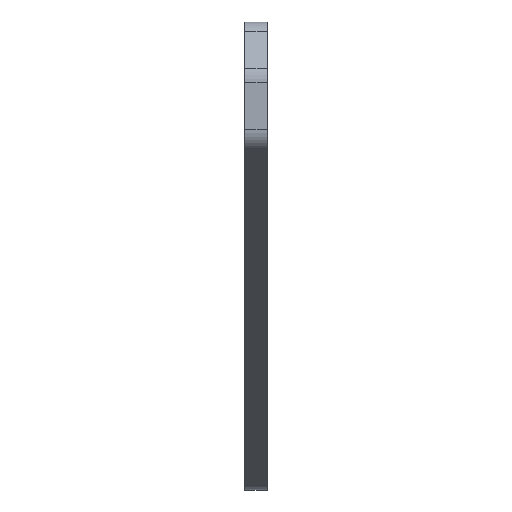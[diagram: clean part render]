
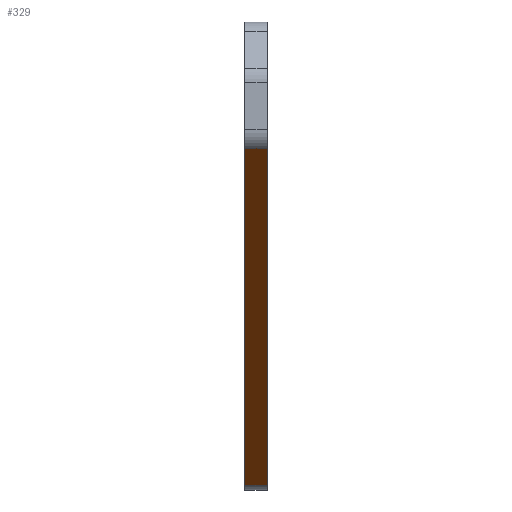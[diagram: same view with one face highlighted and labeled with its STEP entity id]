
A CAD part, left-side view. The second image highlights one B-rep face of the part: STEP entity #329.
In plain terms, the highlighted planar face has unit normal (-0.6, 0, -0.8).
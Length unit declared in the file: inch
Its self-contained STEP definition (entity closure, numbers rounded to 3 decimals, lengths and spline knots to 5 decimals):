
#30 = FACE_OUTER_BOUND ( 'NONE', #196, .T. ) ;
#156 = DIRECTION ( 'NONE',  ( 0.8, 0., -0.6 ) ) ;
#163 = LINE ( 'NONE', #1569, #1003 ) ;
#169 = VERTEX_POINT ( 'NONE', #1531 ) ;
#196 = EDGE_LOOP ( 'NONE', ( #1074, #390, #1300, #473 ) ) ;
#322 = EDGE_CURVE ( 'NONE', #1356, #1037, #557, .T. ) ;
#329 = ADVANCED_FACE ( 'NONE', ( #30 ), #1171, .T. ) ;
#331 = VERTEX_POINT ( 'NONE', #1566 ) ;
#390 = ORIENTED_EDGE ( 'NONE', *, *, #834, .T. ) ;
#426 = DIRECTION ( 'NONE',  ( 0., 1., 0. ) ) ;
#473 = ORIENTED_EDGE ( 'NONE', *, *, #322, .T. ) ;
#513 = VECTOR ( 'NONE', #1520, 39.37008 ) ;
#540 = DIRECTION ( 'NONE',  ( -0.6, 0., -0.8 ) ) ;
#544 = CARTESIAN_POINT ( 'NONE',  ( -0.2, 0.125, -0.31875 ) ) ;
#557 = LINE ( 'NONE', #1573, #1540 ) ;
#600 = EDGE_CURVE ( 'NONE', #1037, #169, #869, .T. ) ;
#683 = CARTESIAN_POINT ( 'NONE',  ( -0.225, 0.125, -0.3 ) ) ;
#773 = CARTESIAN_POINT ( 'NONE',  ( -0.2, 0., -0.31875 ) ) ;
#834 = EDGE_CURVE ( 'NONE', #169, #331, #1031, .T. ) ;
#869 = LINE ( 'NONE', #1129, #1313 ) ;
#1003 = VECTOR ( 'NONE', #156, 39.37008 ) ;
#1018 = CARTESIAN_POINT ( 'NONE',  ( 2.275, 0.125, -2.175 ) ) ;
#1020 = EDGE_CURVE ( 'NONE', #1356, #331, #163, .T. ) ;
#1031 = LINE ( 'NONE', #1018, #513 ) ;
#1037 = VERTEX_POINT ( 'NONE', #544 ) ;
#1053 = DIRECTION ( 'NONE',  ( -0.8, 0., 0.6 ) ) ;
#1074 = ORIENTED_EDGE ( 'NONE', *, *, #600, .T. ) ;
#1129 = CARTESIAN_POINT ( 'NONE',  ( -0.225, 0.125, -0.3 ) ) ;
#1171 = PLANE ( 'NONE',  #1563 ) ;
#1300 = ORIENTED_EDGE ( 'NONE', *, *, #1020, .F. ) ;
#1313 = VECTOR ( 'NONE', #1369, 39.37008 ) ;
#1356 = VERTEX_POINT ( 'NONE', #773 ) ;
#1369 = DIRECTION ( 'NONE',  ( 0.8, 0., -0.6 ) ) ;
#1520 = DIRECTION ( 'NONE',  ( 0., -1., 0. ) ) ;
#1531 = CARTESIAN_POINT ( 'NONE',  ( 2.275, 0.125, -2.175 ) ) ;
#1540 = VECTOR ( 'NONE', #426, 39.37008 ) ;
#1563 = AXIS2_PLACEMENT_3D ( 'NONE', #683, #540, #1053 ) ;
#1566 = CARTESIAN_POINT ( 'NONE',  ( 2.275, 0., -2.175 ) ) ;
#1569 = CARTESIAN_POINT ( 'NONE',  ( -0.225, 0., -0.3 ) ) ;
#1573 = CARTESIAN_POINT ( 'NONE',  ( -0.2, 0.125, -0.31875 ) ) ;
